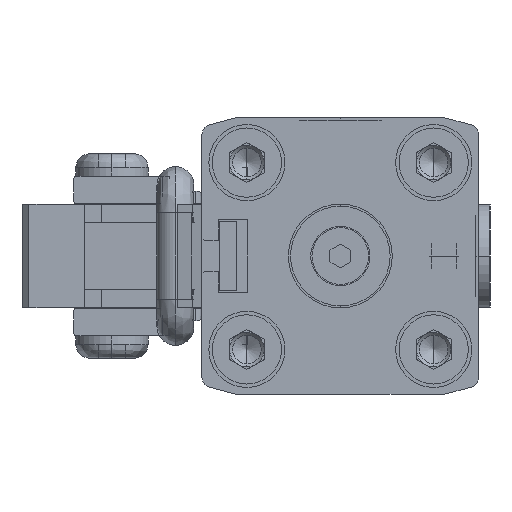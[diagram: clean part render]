
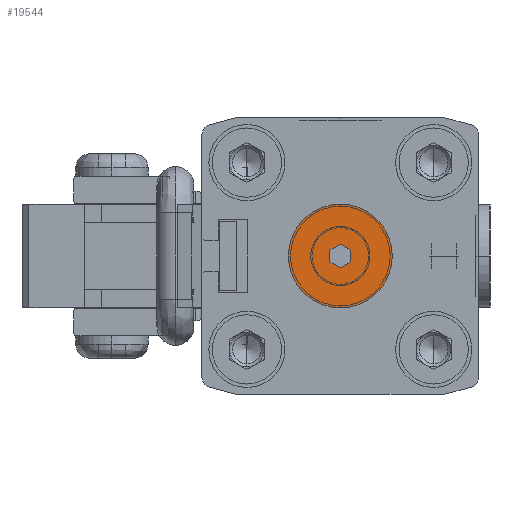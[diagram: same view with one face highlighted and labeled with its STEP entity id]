
A CAD part, left-side view. The second image highlights one B-rep face of the part: STEP entity #19544.
In plain terms, the highlighted planar face has unit normal (-1, 0, 0).
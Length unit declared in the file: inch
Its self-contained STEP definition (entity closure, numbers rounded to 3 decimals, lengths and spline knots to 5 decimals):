
#616 = ORIENTED_EDGE ( 'NONE', *, *, #24142, .T. ) ;
#984 = DIRECTION ( 'NONE',  ( 1., 0., 0. ) ) ;
#1075 = VECTOR ( 'NONE', #1129, 39.37008 ) ;
#1129 = DIRECTION ( 'NONE',  ( 0., 0., 1. ) ) ;
#1723 = EDGE_CURVE ( 'NONE', #19672, #10217, #8094, .T. ) ;
#2493 = ORIENTED_EDGE ( 'NONE', *, *, #8767, .T. ) ;
#3042 = ORIENTED_EDGE ( 'NONE', *, *, #21435, .T. ) ;
#3081 = PLANE ( 'NONE',  #8227 ) ;
#3184 = VECTOR ( 'NONE', #25245, 39.37008 ) ;
#3229 = VECTOR ( 'NONE', #13772, 39.37008 ) ;
#3672 = CARTESIAN_POINT ( 'NONE',  ( -35.49732, -0.1378, 0.0341 ) ) ;
#3827 = LINE ( 'NONE', #3672, #14360 ) ;
#4164 = VERTEX_POINT ( 'NONE', #23409 ) ;
#4492 = VERTEX_POINT ( 'NONE', #18857 ) ;
#4815 = DIRECTION ( 'NONE',  ( 0., 0.866, -0.5 ) ) ;
#5945 = VECTOR ( 'NONE', #16800, 39.37008 ) ;
#6431 = CARTESIAN_POINT ( 'NONE',  ( -35.49732, -0.07874, -0.06819 ) ) ;
#6895 = CARTESIAN_POINT ( 'NONE',  ( -35.49732, -0.07874, -0.29528 ) ) ;
#6931 = CIRCLE ( 'NONE', #22360, 0.29528 ) ;
#7610 = LINE ( 'NONE', #11376, #1075 ) ;
#8094 = LINE ( 'NONE', #6431, #5945 ) ;
#8227 = AXIS2_PLACEMENT_3D ( 'NONE', #16201, #15656, #26371 ) ;
#8767 = EDGE_CURVE ( 'NONE', #20492, #10541, #16257, .T. ) ;
#9612 = EDGE_CURVE ( 'NONE', #10217, #20492, #7610, .T. ) ;
#9989 = CARTESIAN_POINT ( 'NONE',  ( -35.49732, -0.07874, -0.06819 ) ) ;
#10091 = CIRCLE ( 'NONE', #20222, 0.29528 ) ;
#10217 = VERTEX_POINT ( 'NONE', #21227 ) ;
#10541 = VERTEX_POINT ( 'NONE', #25833 ) ;
#11045 = CARTESIAN_POINT ( 'NONE',  ( -35.49732, -0.1378, -0.0341 ) ) ;
#11376 = CARTESIAN_POINT ( 'NONE',  ( -35.49732, -0.01969, -0.0341 ) ) ;
#11591 = VERTEX_POINT ( 'NONE', #12369 ) ;
#12369 = CARTESIAN_POINT ( 'NONE',  ( -35.49732, -0.07874, 0.29528 ) ) ;
#12876 = LINE ( 'NONE', #23338, #3184 ) ;
#13772 = DIRECTION ( 'NONE',  ( 0., -0.866, 0.5 ) ) ;
#14134 = FACE_BOUND ( 'NONE', #19451, .T. ) ;
#14360 = VECTOR ( 'NONE', #18731, 39.37008 ) ;
#14602 = EDGE_LOOP ( 'NONE', ( #22257, #19505 ) ) ;
#15063 = LINE ( 'NONE', #11045, #18024 ) ;
#15266 = EDGE_CURVE ( 'NONE', #11591, #15597, #10091, .T. ) ;
#15597 = VERTEX_POINT ( 'NONE', #6895 ) ;
#15656 = DIRECTION ( 'NONE',  ( 1., 0., 0. ) ) ;
#15926 = CARTESIAN_POINT ( 'NONE',  ( -35.49732, -0.07874, 0. ) ) ;
#16201 = CARTESIAN_POINT ( 'NONE',  ( -35.49732, 0.21654, -0.7874 ) ) ;
#16257 = LINE ( 'NONE', #22305, #3229 ) ;
#16800 = DIRECTION ( 'NONE',  ( 0., 0.866, 0.5 ) ) ;
#17856 = FACE_OUTER_BOUND ( 'NONE', #14602, .T. ) ;
#18024 = VECTOR ( 'NONE', #4815, 39.37008 ) ;
#18324 = CARTESIAN_POINT ( 'NONE',  ( -35.49732, -0.01969, 0.0341 ) ) ;
#18471 = CARTESIAN_POINT ( 'NONE',  ( -35.49732, -0.07874, 0. ) ) ;
#18731 = DIRECTION ( 'NONE',  ( 0., 0., -1. ) ) ;
#18857 = CARTESIAN_POINT ( 'NONE',  ( -35.49732, -0.1378, 0.0341 ) ) ;
#19451 = EDGE_LOOP ( 'NONE', ( #2493, #20635, #616, #3042, #27066, #23083 ) ) ;
#19505 = ORIENTED_EDGE ( 'NONE', *, *, #15266, .F. ) ;
#19544 = ADVANCED_FACE ( 'NONE', ( #17856, #14134 ), #3081, .F. ) ;
#19672 = VERTEX_POINT ( 'NONE', #9989 ) ;
#20222 = AXIS2_PLACEMENT_3D ( 'NONE', #15926, #984, #22106 ) ;
#20436 = EDGE_CURVE ( 'NONE', #15597, #11591, #6931, .T. ) ;
#20492 = VERTEX_POINT ( 'NONE', #18324 ) ;
#20635 = ORIENTED_EDGE ( 'NONE', *, *, #23390, .T. ) ;
#20801 = DIRECTION ( 'NONE',  ( 1., 0., 0. ) ) ;
#21227 = CARTESIAN_POINT ( 'NONE',  ( -35.49732, -0.01969, -0.0341 ) ) ;
#21435 = EDGE_CURVE ( 'NONE', #4164, #19672, #15063, .T. ) ;
#22106 = DIRECTION ( 'NONE',  ( 0., 0., 1. ) ) ;
#22257 = ORIENTED_EDGE ( 'NONE', *, *, #20436, .F. ) ;
#22305 = CARTESIAN_POINT ( 'NONE',  ( -35.49732, -0.01969, 0.0341 ) ) ;
#22360 = AXIS2_PLACEMENT_3D ( 'NONE', #18471, #20801, #26968 ) ;
#23083 = ORIENTED_EDGE ( 'NONE', *, *, #9612, .T. ) ;
#23338 = CARTESIAN_POINT ( 'NONE',  ( -35.49732, -0.07874, 0.06819 ) ) ;
#23390 = EDGE_CURVE ( 'NONE', #10541, #4492, #12876, .T. ) ;
#23409 = CARTESIAN_POINT ( 'NONE',  ( -35.49732, -0.1378, -0.0341 ) ) ;
#24142 = EDGE_CURVE ( 'NONE', #4492, #4164, #3827, .T. ) ;
#25245 = DIRECTION ( 'NONE',  ( 0., -0.866, -0.5 ) ) ;
#25833 = CARTESIAN_POINT ( 'NONE',  ( -35.49732, -0.07874, 0.06819 ) ) ;
#26371 = DIRECTION ( 'NONE',  ( 0., 0., 1. ) ) ;
#26968 = DIRECTION ( 'NONE',  ( 0., 0., 1. ) ) ;
#27066 = ORIENTED_EDGE ( 'NONE', *, *, #1723, .T. ) ;
